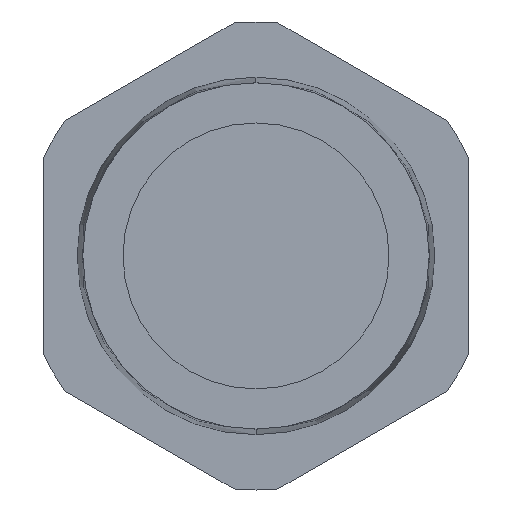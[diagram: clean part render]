
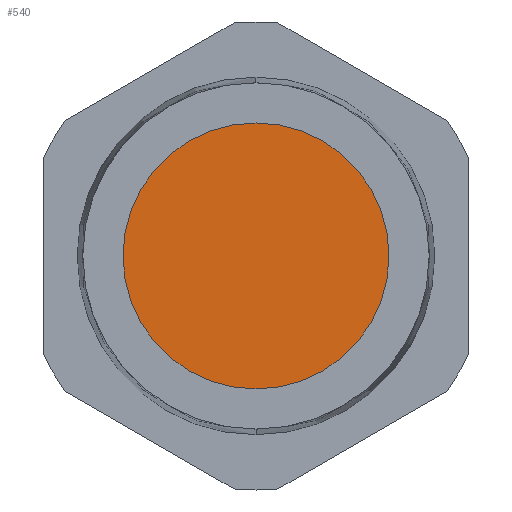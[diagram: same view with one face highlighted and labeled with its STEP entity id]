
A CAD part, front view. The second image highlights one B-rep face of the part: STEP entity #540.
In plain terms, the highlighted planar face has unit normal (0, -1, 0).
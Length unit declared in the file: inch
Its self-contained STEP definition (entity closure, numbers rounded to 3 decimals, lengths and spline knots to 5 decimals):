
#139 = EDGE_CURVE ( 'NONE', #917, #2672, #3609, .T. ) ;
#266 = CARTESIAN_POINT ( 'NONE',  ( 0., 4.25, 0. ) ) ;
#540 = ADVANCED_FACE ( 'NONE', ( #3009 ), #1205, .F. ) ;
#598 = CIRCLE ( 'NONE', #3768, 0.625 ) ;
#835 = CARTESIAN_POINT ( 'NONE',  ( 0., 4.25, -0.625 ) ) ;
#841 = CARTESIAN_POINT ( 'NONE',  ( 0., 4.25, 0.625 ) ) ;
#901 = DIRECTION ( 'NONE',  ( 0., 1., 0. ) ) ;
#917 = VERTEX_POINT ( 'NONE', #841 ) ;
#930 = AXIS2_PLACEMENT_3D ( 'NONE', #3412, #1565, #3717 ) ;
#933 = ORIENTED_EDGE ( 'NONE', *, *, #1428, .T. ) ;
#946 = DIRECTION ( 'NONE',  ( 0., -1., 0. ) ) ;
#1205 = PLANE ( 'NONE',  #2016 ) ;
#1428 = EDGE_CURVE ( 'NONE', #2672, #917, #598, .T. ) ;
#1565 = DIRECTION ( 'NONE',  ( 0., -1., 0. ) ) ;
#2016 = AXIS2_PLACEMENT_3D ( 'NONE', #266, #901, #3074 ) ;
#2672 = VERTEX_POINT ( 'NONE', #835 ) ;
#2788 = CARTESIAN_POINT ( 'NONE',  ( 0., 4.25, 0. ) ) ;
#2797 = EDGE_LOOP ( 'NONE', ( #933, #3477 ) ) ;
#3009 = FACE_OUTER_BOUND ( 'NONE', #2797, .T. ) ;
#3074 = DIRECTION ( 'NONE',  ( 0., 0., 1. ) ) ;
#3113 = DIRECTION ( 'NONE',  ( 0., 0., 1. ) ) ;
#3412 = CARTESIAN_POINT ( 'NONE',  ( 0., 4.25, 0. ) ) ;
#3477 = ORIENTED_EDGE ( 'NONE', *, *, #139, .T. ) ;
#3609 = CIRCLE ( 'NONE', #930, 0.625 ) ;
#3717 = DIRECTION ( 'NONE',  ( 0., 0., 1. ) ) ;
#3768 = AXIS2_PLACEMENT_3D ( 'NONE', #2788, #946, #3113 ) ;
